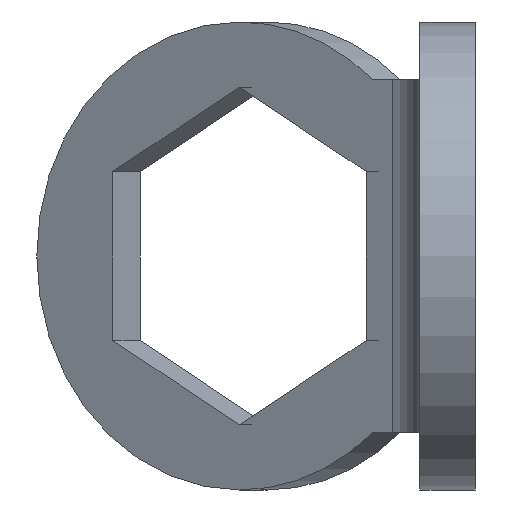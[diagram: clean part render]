
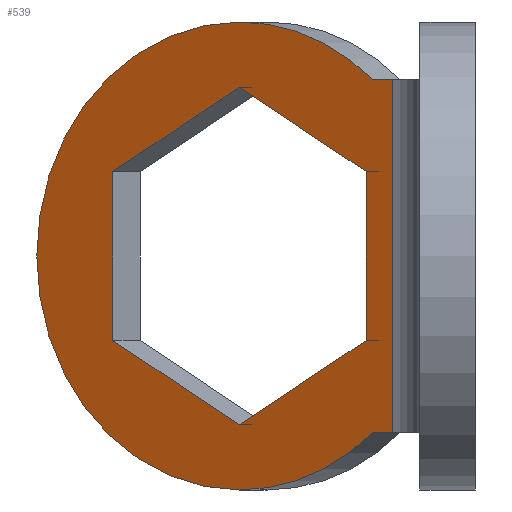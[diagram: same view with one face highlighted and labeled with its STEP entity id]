
A CAD part, left-side view. The second image highlights one B-rep face of the part: STEP entity #539.
In plain terms, the highlighted planar face has unit normal (-0.866, 0.5, 0).
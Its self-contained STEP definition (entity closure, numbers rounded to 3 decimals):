
#9 = CARTESIAN_POINT ( 'NONE',  ( 97.945, 9.086, 2.291 ) ) ;
#12 = VECTOR ( 'NONE', #341, 1000. ) ;
#13 = ORIENTED_EDGE ( 'NONE', *, *, #816, .F. ) ;
#24 = VECTOR ( 'NONE', #726, 1000. ) ;
#47 = CARTESIAN_POINT ( 'NONE',  ( 95.961, 5.649, 6.35 ) ) ;
#49 = DIRECTION ( 'NONE',  ( -0.433, -0.75, -0.5 ) ) ;
#55 = CARTESIAN_POINT ( 'NONE',  ( 95.961, 5.649, 4.583 ) ) ;
#57 = VERTEX_POINT ( 'NONE', #699 ) ;
#68 = EDGE_CURVE ( 'NONE', #462, #465, #914, .T. ) ;
#76 = DIRECTION ( 'NONE',  ( 0., 0., 1. ) ) ;
#77 = VECTOR ( 'NONE', #528, 1000. ) ;
#87 = VECTOR ( 'NONE', #440, 1000. ) ;
#94 = CARTESIAN_POINT ( 'NONE',  ( 95.961, 5.649, 0. ) ) ;
#108 = ORIENTED_EDGE ( 'NONE', *, *, #488, .F. ) ;
#109 = DIRECTION ( 'NONE',  ( 0.433, 0.75, -0.5 ) ) ;
#112 = AXIS2_PLACEMENT_3D ( 'NONE', #94, #551, #478 ) ;
#122 = AXIS2_PLACEMENT_3D ( 'NONE', #316, #831, #283 ) ;
#133 = VERTEX_POINT ( 'NONE', #423 ) ;
#134 = LINE ( 'NONE', #363, #87 ) ;
#138 = ORIENTED_EDGE ( 'NONE', *, *, #257, .F. ) ;
#144 = DIRECTION ( 'NONE',  ( 0., 0., -1. ) ) ;
#148 = CARTESIAN_POINT ( 'NONE',  ( 93.977, 2.212, 0. ) ) ;
#150 = CIRCLE ( 'NONE', #589, 6.35 ) ;
#154 = CARTESIAN_POINT ( 'NONE',  ( 93.977, 2.212, -2.291 ) ) ;
#155 = ORIENTED_EDGE ( 'NONE', *, *, #794, .F. ) ;
#156 = EDGE_CURVE ( 'NONE', #57, #229, #692, .T. ) ;
#168 = ORIENTED_EDGE ( 'NONE', *, *, #529, .F. ) ;
#211 = VECTOR ( 'NONE', #109, 1000. ) ;
#213 = CARTESIAN_POINT ( 'NONE',  ( 57.689, -60.641, 39.61 ) ) ;
#229 = VERTEX_POINT ( 'NONE', #924 ) ;
#231 = PLANE ( 'NONE',  #483 ) ;
#248 = FACE_OUTER_BOUND ( 'NONE', #891, .T. ) ;
#257 = EDGE_CURVE ( 'NONE', #602, #133, #449, .T. ) ;
#259 = LINE ( 'NONE', #469, #307 ) ;
#266 = EDGE_CURVE ( 'NONE', #534, #57, #461, .T. ) ;
#267 = CARTESIAN_POINT ( 'NONE',  ( 59.673, -57.204, -46.484 ) ) ;
#283 = DIRECTION ( 'NONE',  ( 0., 0., 1. ) ) ;
#288 = CARTESIAN_POINT ( 'NONE',  ( 93.566, 1.5, 4.8 ) ) ;
#307 = VECTOR ( 'NONE', #825, 1000. ) ;
#316 = CARTESIAN_POINT ( 'NONE',  ( 95.961, 5.649, 0. ) ) ;
#334 = LINE ( 'NONE', #213, #24 ) ;
#335 = CIRCLE ( 'NONE', #122, 6.35 ) ;
#341 = DIRECTION ( 'NONE',  ( 0., 0., -1. ) ) ;
#351 = FACE_BOUND ( 'NONE', #409, .T. ) ;
#353 = VERTEX_POINT ( 'NONE', #793 ) ;
#363 = CARTESIAN_POINT ( 'NONE',  ( 57.689, -60.641, -39.61 ) ) ;
#389 = EDGE_CURVE ( 'NONE', #747, #534, #523, .T. ) ;
#401 = ORIENTED_EDGE ( 'NONE', *, *, #68, .T. ) ;
#409 = EDGE_LOOP ( 'NONE', ( #13, #168, #155, #612, #827, #686 ) ) ;
#423 = CARTESIAN_POINT ( 'NONE',  ( 93.566, 1.5, -4.8 ) ) ;
#440 = DIRECTION ( 'NONE',  ( 0.433, 0.75, 0.5 ) ) ;
#442 = DIRECTION ( 'NONE',  ( -0.866, 0.5, 0. ) ) ;
#447 = LINE ( 'NONE', #148, #77 ) ;
#449 = LINE ( 'NONE', #560, #12 ) ;
#450 = ORIENTED_EDGE ( 'NONE', *, *, #734, .T. ) ;
#460 = CARTESIAN_POINT ( 'NONE',  ( 93.882, 2.049, -4.8 ) ) ;
#461 = LINE ( 'NONE', #518, #908 ) ;
#462 = VERTEX_POINT ( 'NONE', #757 ) ;
#465 = VERTEX_POINT ( 'NONE', #460 ) ;
#469 = CARTESIAN_POINT ( 'NONE',  ( 46.254, -80.446, -4.8 ) ) ;
#478 = DIRECTION ( 'NONE',  ( 0., 0., 1. ) ) ;
#483 = AXIS2_PLACEMENT_3D ( 'NONE', #896, #743, #76 ) ;
#488 = EDGE_CURVE ( 'NONE', #133, #465, #259, .T. ) ;
#518 = CARTESIAN_POINT ( 'NONE',  ( 97.945, 9.086, 0. ) ) ;
#523 = LINE ( 'NONE', #875, #211 ) ;
#525 = VERTEX_POINT ( 'NONE', #614 ) ;
#528 = DIRECTION ( 'NONE',  ( 0., 0., 1. ) ) ;
#529 = EDGE_CURVE ( 'NONE', #930, #525, #447, .T. ) ;
#534 = VERTEX_POINT ( 'NONE', #9 ) ;
#539 = ADVANCED_FACE ( 'NONE', ( #248, #351 ), #231, .T. ) ;
#540 = ORIENTED_EDGE ( 'NONE', *, *, #573, .T. ) ;
#551 = DIRECTION ( 'NONE',  ( -0.866, 0.5, 0. ) ) ;
#560 = CARTESIAN_POINT ( 'NONE',  ( 93.566, 1.5, 0. ) ) ;
#561 = ORIENTED_EDGE ( 'NONE', *, *, #640, .T. ) ;
#573 = EDGE_CURVE ( 'NONE', #353, #673, #335, .T. ) ;
#589 = AXIS2_PLACEMENT_3D ( 'NONE', #802, #442, #933 ) ;
#602 = VERTEX_POINT ( 'NONE', #288 ) ;
#612 = ORIENTED_EDGE ( 'NONE', *, *, #156, .F. ) ;
#614 = CARTESIAN_POINT ( 'NONE',  ( 93.977, 2.212, 2.291 ) ) ;
#638 = CARTESIAN_POINT ( 'NONE',  ( 46.254, -80.446, 4.8 ) ) ;
#640 = EDGE_CURVE ( 'NONE', #602, #353, #903, .T. ) ;
#673 = VERTEX_POINT ( 'NONE', #47 ) ;
#686 = ORIENTED_EDGE ( 'NONE', *, *, #389, .F. ) ;
#692 = LINE ( 'NONE', #267, #730 ) ;
#699 = CARTESIAN_POINT ( 'NONE',  ( 97.945, 9.086, -2.291 ) ) ;
#709 = VECTOR ( 'NONE', #932, 1000. ) ;
#726 = DIRECTION ( 'NONE',  ( -0.433, -0.75, 0.5 ) ) ;
#730 = VECTOR ( 'NONE', #49, 1000. ) ;
#734 = EDGE_CURVE ( 'NONE', #673, #462, #150, .T. ) ;
#743 = DIRECTION ( 'NONE',  ( -0.866, 0.5, 0. ) ) ;
#747 = VERTEX_POINT ( 'NONE', #55 ) ;
#757 = CARTESIAN_POINT ( 'NONE',  ( 95.961, 5.649, -6.35 ) ) ;
#793 = CARTESIAN_POINT ( 'NONE',  ( 93.882, 2.049, 4.8 ) ) ;
#794 = EDGE_CURVE ( 'NONE', #229, #930, #334, .T. ) ;
#802 = CARTESIAN_POINT ( 'NONE',  ( 95.961, 5.649, 0. ) ) ;
#816 = EDGE_CURVE ( 'NONE', #525, #747, #134, .T. ) ;
#825 = DIRECTION ( 'NONE',  ( 0.5, 0.866, 0. ) ) ;
#827 = ORIENTED_EDGE ( 'NONE', *, *, #266, .F. ) ;
#831 = DIRECTION ( 'NONE',  ( -0.866, 0.5, 0. ) ) ;
#875 = CARTESIAN_POINT ( 'NONE',  ( 59.673, -57.204, 46.484 ) ) ;
#891 = EDGE_LOOP ( 'NONE', ( #138, #561, #540, #450, #401, #108 ) ) ;
#896 = CARTESIAN_POINT ( 'NONE',  ( 46.254, -80.446, 0. ) ) ;
#903 = LINE ( 'NONE', #638, #709 ) ;
#908 = VECTOR ( 'NONE', #144, 1000. ) ;
#914 = CIRCLE ( 'NONE', #112, 6.35 ) ;
#924 = CARTESIAN_POINT ( 'NONE',  ( 95.961, 5.649, -4.583 ) ) ;
#930 = VERTEX_POINT ( 'NONE', #154 ) ;
#932 = DIRECTION ( 'NONE',  ( 0.5, 0.866, 0. ) ) ;
#933 = DIRECTION ( 'NONE',  ( 0., 0., 1. ) ) ;
